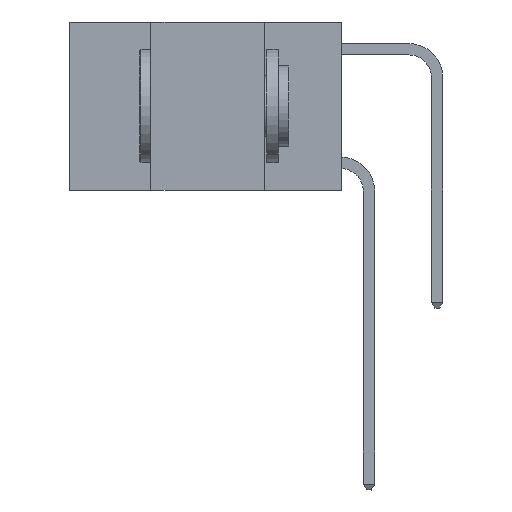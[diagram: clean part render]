
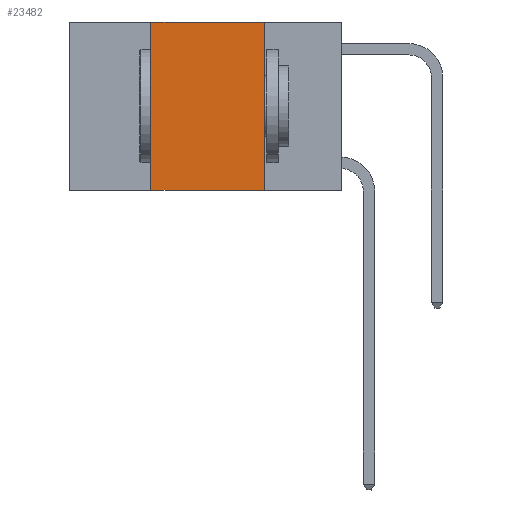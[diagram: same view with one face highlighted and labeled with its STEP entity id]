
A CAD part, left-side view. The second image highlights one B-rep face of the part: STEP entity #23482.
In plain terms, the highlighted planar face has unit normal (-1, 0, 0).
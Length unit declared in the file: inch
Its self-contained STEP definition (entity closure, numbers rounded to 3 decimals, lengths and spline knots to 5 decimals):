
#643 = FACE_OUTER_BOUND ( 'NONE', #18626, .T. ) ;
#1206 = ORIENTED_EDGE ( 'NONE', *, *, #1916, .F. ) ;
#1916 = EDGE_CURVE ( 'NONE', #5871, #12427, #25274, .T. ) ;
#2588 = VECTOR ( 'NONE', #21145, 39.37008 ) ;
#3224 = EDGE_CURVE ( 'NONE', #15404, #12427, #12914, .T. ) ;
#3271 = LINE ( 'NONE', #18770, #7797 ) ;
#3914 = DIRECTION ( 'NONE',  ( 0., 0., -1. ) ) ;
#4202 = CARTESIAN_POINT ( 'NONE',  ( 0., 0.17, 0. ) ) ;
#5646 = DIRECTION ( 'NONE',  ( 1., 0., 0. ) ) ;
#5871 = VERTEX_POINT ( 'NONE', #4202 ) ;
#6132 = CARTESIAN_POINT ( 'NONE',  ( 0., 0.42, -0.37 ) ) ;
#6792 = LINE ( 'NONE', #13799, #14411 ) ;
#6863 = CARTESIAN_POINT ( 'NONE',  ( 0., 0.42, 0. ) ) ;
#7797 = VECTOR ( 'NONE', #24954, 39.37008 ) ;
#7824 = EDGE_CURVE ( 'NONE', #22111, #5871, #3271, .T. ) ;
#8419 = AXIS2_PLACEMENT_3D ( 'NONE', #25313, #5646, #3914 ) ;
#12427 = VERTEX_POINT ( 'NONE', #12686 ) ;
#12686 = CARTESIAN_POINT ( 'NONE',  ( 0., 0.17, -0.37 ) ) ;
#12914 = LINE ( 'NONE', #15078, #2588 ) ;
#13295 = DIRECTION ( 'NONE',  ( 0., 0., -1. ) ) ;
#13799 = CARTESIAN_POINT ( 'NONE',  ( 0., 0.42, 0. ) ) ;
#13969 = DIRECTION ( 'NONE',  ( 0., 0., 1. ) ) ;
#14411 = VECTOR ( 'NONE', #13969, 39.37008 ) ;
#15078 = CARTESIAN_POINT ( 'NONE',  ( 0., 0.6, -0.37 ) ) ;
#15404 = VERTEX_POINT ( 'NONE', #6132 ) ;
#15777 = ORIENTED_EDGE ( 'NONE', *, *, #7824, .F. ) ;
#16463 = EDGE_CURVE ( 'NONE', #15404, #22111, #6792, .T. ) ;
#17336 = PLANE ( 'NONE',  #8419 ) ;
#18626 = EDGE_LOOP ( 'NONE', ( #1206, #15777, #21576, #20146 ) ) ;
#18770 = CARTESIAN_POINT ( 'NONE',  ( 0., 0.6, 0. ) ) ;
#19120 = CARTESIAN_POINT ( 'NONE',  ( 0., 0.17, 0. ) ) ;
#20083 = VECTOR ( 'NONE', #13295, 39.37008 ) ;
#20146 = ORIENTED_EDGE ( 'NONE', *, *, #3224, .T. ) ;
#21145 = DIRECTION ( 'NONE',  ( 0., -1., 0. ) ) ;
#21576 = ORIENTED_EDGE ( 'NONE', *, *, #16463, .F. ) ;
#22111 = VERTEX_POINT ( 'NONE', #6863 ) ;
#23482 = ADVANCED_FACE ( 'NONE', ( #643 ), #17336, .F. ) ;
#24954 = DIRECTION ( 'NONE',  ( 0., -1., 0. ) ) ;
#25274 = LINE ( 'NONE', #19120, #20083 ) ;
#25313 = CARTESIAN_POINT ( 'NONE',  ( 0., 0.6, 0. ) ) ;
